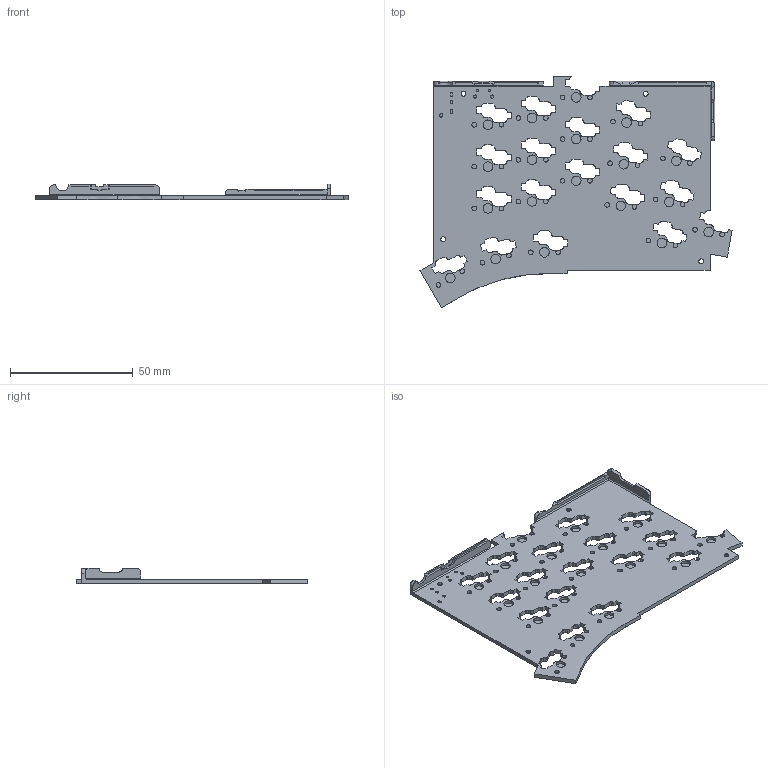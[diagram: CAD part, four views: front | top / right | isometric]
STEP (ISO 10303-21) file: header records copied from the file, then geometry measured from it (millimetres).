
FILE_DESCRIPTION(/* description */ (''),/* implementation_level */ '2;1');
FILE_NAME(/* name */ 'TOTEMcase_v08_6mm_Bottom_R.step',/* time_stamp */ '2023-03-13T20:09:55+01:00',/* author */ (''),/* organization */ (''),/* preprocessor_version */ 'ST-DEVELOPER v19.2',/* originating_system */ 'Autodesk Translation Framework v11.17.0.187',/* authorisation */ '');
FILE_SCHEMA (('AUTOMOTIVE_DESIGN { 1 0 10303 214 3 1 1 }'));
Length unit declared in the file: millimetre
Products named in the file (1): TOTEM case_v08_6mm
Bounding box: 127.21 x 94.46 x 6.39 mm (x, y, z)
Volume: 13411.4 mm3; surface area: 19002.6 mm2
Topology: 1 solids, 1 shells, 919 faces, 2577 edges, 1710 vertices
Faces by surface type: plane 467, bspline 348, cylinder 93, cone 11
Full cylindrical faces by diameter (mm): 1 x2, 1.3 x2, 1.9 x19, 2 x4, 3.9 x19, 4.3 x4, 9 x4
Entity records: 31735 total; most frequent: CARTESIAN_POINT 9991, ORIENTED_EDGE 5154, DIRECTION 3351, EDGE_CURVE 2577, VERTEX_POINT 1710, LINE 1683, VECTOR 1683, EDGE_LOOP 1011
